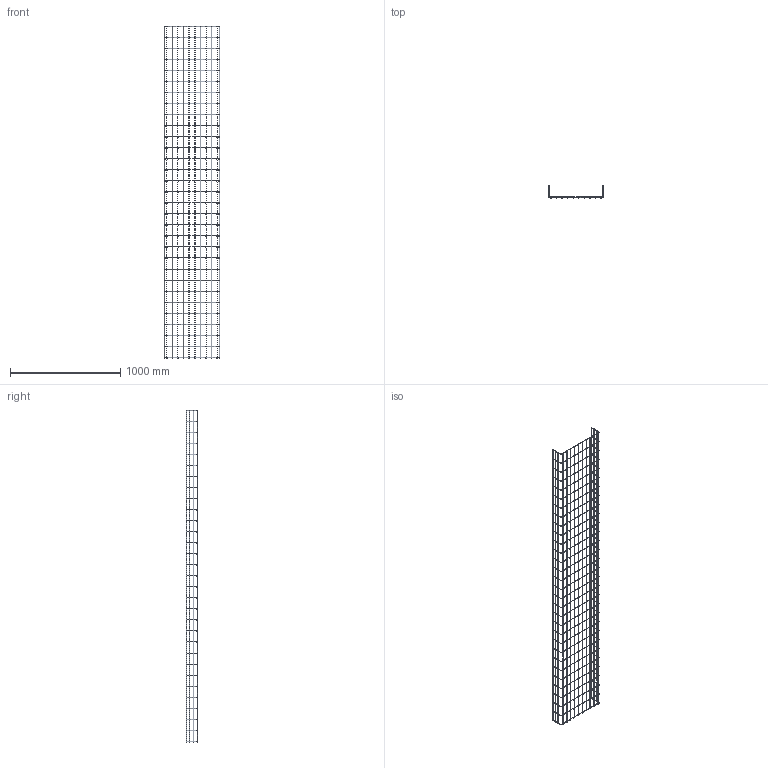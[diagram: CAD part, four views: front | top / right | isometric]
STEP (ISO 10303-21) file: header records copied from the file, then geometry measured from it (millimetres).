
FILE_DESCRIPTION (( 'STEP AP214' ), '1' );
FILE_NAME ('6005405.stp', '2021-09-15T07:11:10', ( '' ), ( '' ), 'SwSTEP 2.0', 'SolidWorks 2020', '' );
FILE_SCHEMA (( 'AUTOMOTIVE_DESIGN' ));
Length unit declared in the file: millimetre
Products named in the file (1): 6005405
Bounding box: 500 x 107.98 x 3007.9 mm (x, y, z)
Volume: 1201309.1 mm3; surface area: 1014714.9 mm2
Topology: 1 solids, 1 shells, 265 faces, 947 edges, 776 vertices
Faces by surface type: cylinder 109, plane 94, torus 62
Full cylindrical faces by diameter (mm): 4.7 x109
Entity records: 38536 total; most frequent: CARTESIAN_POINT 30338, EDGE_LOOP 1428, ORIENTED_EDGE 1428, FACE_BOUND 992, DIRECTION 844, EDGE_CURVE 714, VERTEX_POINT 714, B_SPLINE_CURVE_WITH_KNOTS 496
